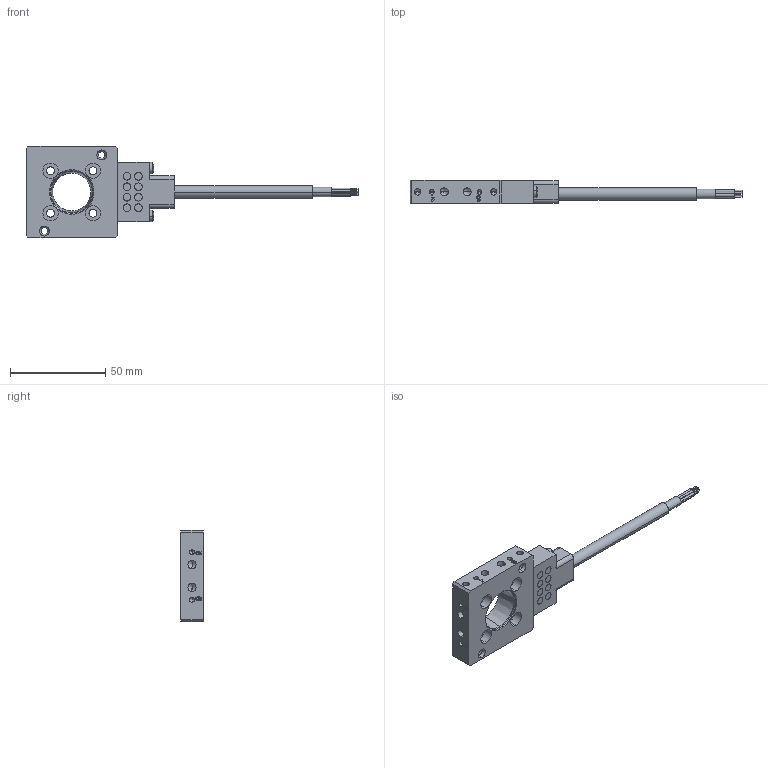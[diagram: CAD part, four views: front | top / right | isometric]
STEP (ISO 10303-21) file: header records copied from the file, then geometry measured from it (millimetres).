
FILE_DESCRIPTION (( 'STEP AP203' ), '1' );
FILE_NAME ('P1004.STEP', '2018-11-28T14:55:31', ( '' ), ( '' ), 'SwSTEP 2.0', 'SolidWorks 2017', '' );
FILE_SCHEMA (( 'CONFIG_CONTROL_DESIGN' ));
Length unit declared in the file: millimetre
Products named in the file (1): P1004
Bounding box: 174.25 x 12 x 48 mm (x, y, z)
Volume: 36205.4 mm3; surface area: 19290.5 mm2
Topology: 14 solids, 14 shells, 581 faces, 1387 edges, 860 vertices
Faces by surface type: cylinder 242, plane 158, cone 84, bspline 53, torus 40, sphere 4
Entity records: 19364 total; most frequent: CARTESIAN_POINT 5828, DIRECTION 2947, ORIENTED_EDGE 2678, EDGE_CURVE 1339, AXIS2_PLACEMENT_3D 1183, VERTEX_POINT 860, EDGE_LOOP 673, CIRCLE 654
